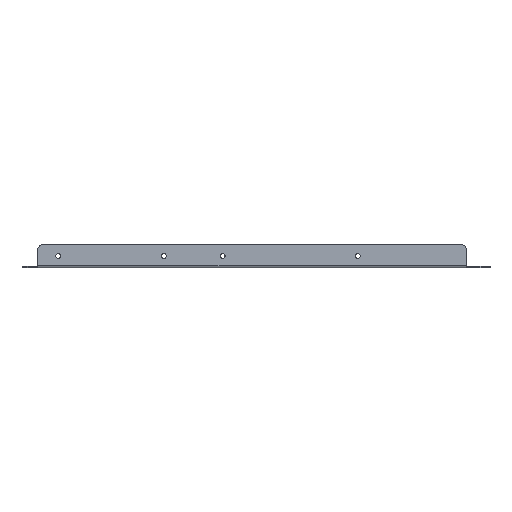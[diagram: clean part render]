
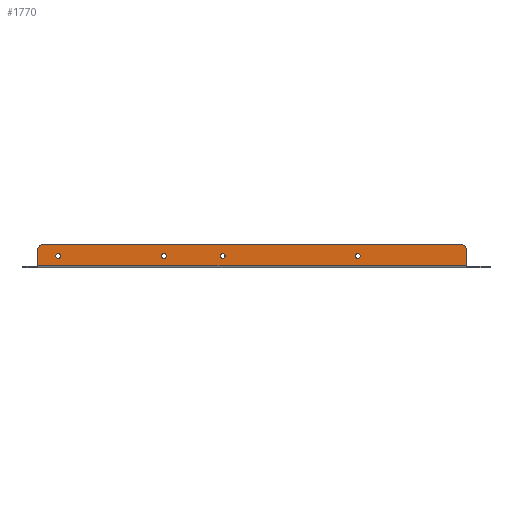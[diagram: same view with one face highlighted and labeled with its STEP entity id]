
A CAD part, left-side view. The second image highlights one B-rep face of the part: STEP entity #1770.
In plain terms, the highlighted planar face has unit normal (-1, 0, 0).
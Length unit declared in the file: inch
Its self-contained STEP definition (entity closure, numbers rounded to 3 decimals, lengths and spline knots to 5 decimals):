
#9 = CARTESIAN_POINT ( 'NONE',  ( -0.57514, -5.59597, 0.5405 ) ) ;
#13 = CARTESIAN_POINT ( 'NONE',  ( -0.57514, 0., 0. ) ) ;
#26 = VERTEX_POINT ( 'NONE', #136 ) ;
#43 = DIRECTION ( 'NONE',  ( 1., 0., 0. ) ) ;
#55 = EDGE_CURVE ( 'NONE', #331, #991, #269, .T. ) ;
#56 = DIRECTION ( 'NONE',  ( 1., 0., 0. ) ) ;
#83 = CIRCLE ( 'NONE', #920, 0.1005 ) ;
#91 = ORIENTED_EDGE ( 'NONE', *, *, #1603, .T. ) ;
#93 = EDGE_CURVE ( 'NONE', #1182, #1715, #704, .T. ) ;
#108 = VERTEX_POINT ( 'NONE', #1221 ) ;
#115 = ORIENTED_EDGE ( 'NONE', *, *, #239, .T. ) ;
#135 = VERTEX_POINT ( 'NONE', #185 ) ;
#136 = CARTESIAN_POINT ( 'NONE',  ( -0.57514, -8.09597, 0.5405 ) ) ;
#155 = VERTEX_POINT ( 'NONE', #770 ) ;
#179 = CIRCLE ( 'NONE', #2300, 0.1005 ) ;
#185 = CARTESIAN_POINT ( 'NONE',  ( -0.57514, -1.09597, 0.5405 ) ) ;
#206 = DIRECTION ( 'NONE',  ( -1., 0., 0. ) ) ;
#225 = EDGE_CURVE ( 'NONE', #1844, #135, #1859, .T. ) ;
#239 = EDGE_CURVE ( 'NONE', #26, #2121, #83, .T. ) ;
#269 = CIRCLE ( 'NONE', #804, 0.1005 ) ;
#292 = EDGE_CURVE ( 'NONE', #135, #1844, #2241, .T. ) ;
#323 = CIRCLE ( 'NONE', #1626, 0.25 ) ;
#331 = VERTEX_POINT ( 'NONE', #1466 ) ;
#342 = ORIENTED_EDGE ( 'NONE', *, *, #55, .T. ) ;
#360 = VECTOR ( 'NONE', #2194, 39.37008 ) ;
#380 = ORIENTED_EDGE ( 'NONE', *, *, #642, .T. ) ;
#382 = DIRECTION ( 'NONE',  ( 0., 0., -1. ) ) ;
#386 = CIRCLE ( 'NONE', #454, 0.25 ) ;
#438 = LINE ( 'NONE', #2002, #360 ) ;
#441 = EDGE_CURVE ( 'NONE', #2287, #1310, #698, .T. ) ;
#454 = AXIS2_PLACEMENT_3D ( 'NONE', #526, #206, #926 ) ;
#465 = EDGE_CURVE ( 'NONE', #155, #1715, #860, .T. ) ;
#466 = DIRECTION ( 'NONE',  ( -1., 0., 0. ) ) ;
#477 = CARTESIAN_POINT ( 'NONE',  ( -0.57514, -0.22097, 0.029 ) ) ;
#523 = CARTESIAN_POINT ( 'NONE',  ( -0.57514, -8.09597, 0.3395 ) ) ;
#526 = CARTESIAN_POINT ( 'NONE',  ( -0.57514, -0.47097, 0.69 ) ) ;
#556 = FACE_BOUND ( 'NONE', #1318, .T. ) ;
#566 = ORIENTED_EDGE ( 'NONE', *, *, #93, .F. ) ;
#569 = CARTESIAN_POINT ( 'NONE',  ( -0.57514, -0.22097, 0.029 ) ) ;
#641 = CARTESIAN_POINT ( 'NONE',  ( -0.57514, -13.84597, 0.3395 ) ) ;
#642 = EDGE_CURVE ( 'NONE', #1310, #155, #386, .T. ) ;
#676 = DIRECTION ( 'NONE',  ( 0., 1., 0. ) ) ;
#696 = ORIENTED_EDGE ( 'NONE', *, *, #1470, .T. ) ;
#698 = LINE ( 'NONE', #2081, #1337 ) ;
#704 = LINE ( 'NONE', #477, #2128 ) ;
#719 = AXIS2_PLACEMENT_3D ( 'NONE', #1873, #1406, #1027 ) ;
#752 = DIRECTION ( 'NONE',  ( 1., 0., 0. ) ) ;
#758 = ORIENTED_EDGE ( 'NONE', *, *, #1284, .T. ) ;
#763 = EDGE_CURVE ( 'NONE', #2121, #26, #1904, .T. ) ;
#770 = CARTESIAN_POINT ( 'NONE',  ( -0.57514, -0.22097, 0.69 ) ) ;
#804 = AXIS2_PLACEMENT_3D ( 'NONE', #1010, #838, #1557 ) ;
#838 = DIRECTION ( 'NONE',  ( 1., 0., 0. ) ) ;
#841 = AXIS2_PLACEMENT_3D ( 'NONE', #911, #43, #1600 ) ;
#860 = LINE ( 'NONE', #1538, #1792 ) ;
#910 = FACE_OUTER_BOUND ( 'NONE', #1313, .T. ) ;
#911 = CARTESIAN_POINT ( 'NONE',  ( -0.57514, -1.09597, 0.44 ) ) ;
#920 = AXIS2_PLACEMENT_3D ( 'NONE', #994, #2032, #2218 ) ;
#926 = DIRECTION ( 'NONE',  ( 0., 0., -1. ) ) ;
#942 = VERTEX_POINT ( 'NONE', #1927 ) ;
#976 = EDGE_LOOP ( 'NONE', ( #2080, #342 ) ) ;
#991 = VERTEX_POINT ( 'NONE', #9 ) ;
#994 = CARTESIAN_POINT ( 'NONE',  ( -0.57514, -8.09597, 0.44 ) ) ;
#1010 = CARTESIAN_POINT ( 'NONE',  ( -0.57514, -5.59597, 0.44 ) ) ;
#1027 = DIRECTION ( 'NONE',  ( 0., 0., -1. ) ) ;
#1111 = ORIENTED_EDGE ( 'NONE', *, *, #225, .T. ) ;
#1118 = DIRECTION ( 'NONE',  ( 1., 0., 0. ) ) ;
#1149 = AXIS2_PLACEMENT_3D ( 'NONE', #13, #1228, #382 ) ;
#1153 = EDGE_LOOP ( 'NONE', ( #1314, #115 ) ) ;
#1154 = DIRECTION ( 'NONE',  ( 1., 0., 0. ) ) ;
#1182 = VERTEX_POINT ( 'NONE', #2049 ) ;
#1196 = EDGE_CURVE ( 'NONE', #1209, #108, #1255, .T. ) ;
#1209 = VERTEX_POINT ( 'NONE', #641 ) ;
#1220 = CIRCLE ( 'NONE', #719, 0.1005 ) ;
#1221 = CARTESIAN_POINT ( 'NONE',  ( -0.57514, -13.84597, 0.5405 ) ) ;
#1225 = ORIENTED_EDGE ( 'NONE', *, *, #292, .T. ) ;
#1228 = DIRECTION ( 'NONE',  ( 1., 0., 0. ) ) ;
#1255 = CIRCLE ( 'NONE', #1550, 0.1005 ) ;
#1284 = EDGE_CURVE ( 'NONE', #942, #2287, #323, .T. ) ;
#1309 = CARTESIAN_POINT ( 'NONE',  ( -0.57514, -1.09597, 0.3395 ) ) ;
#1310 = VERTEX_POINT ( 'NONE', #1681 ) ;
#1313 = EDGE_LOOP ( 'NONE', ( #696, #758, #1638, #380, #1920, #566 ) ) ;
#1314 = ORIENTED_EDGE ( 'NONE', *, *, #763, .T. ) ;
#1317 = DIRECTION ( 'NONE',  ( 0., 0., -1. ) ) ;
#1318 = EDGE_LOOP ( 'NONE', ( #1225, #1111 ) ) ;
#1323 = CARTESIAN_POINT ( 'NONE',  ( -0.57514, -1.09597, 0.44 ) ) ;
#1337 = VECTOR ( 'NONE', #1390, 39.37008 ) ;
#1351 = EDGE_CURVE ( 'NONE', #991, #331, #179, .T. ) ;
#1390 = DIRECTION ( 'NONE',  ( 0., 1., 0. ) ) ;
#1406 = DIRECTION ( 'NONE',  ( 1., 0., 0. ) ) ;
#1466 = CARTESIAN_POINT ( 'NONE',  ( -0.57514, -5.59597, 0.3395 ) ) ;
#1470 = EDGE_CURVE ( 'NONE', #1182, #942, #438, .T. ) ;
#1473 = DIRECTION ( 'NONE',  ( 0., 0., -1. ) ) ;
#1538 = CARTESIAN_POINT ( 'NONE',  ( -0.57514, -0.22097, 0. ) ) ;
#1550 = AXIS2_PLACEMENT_3D ( 'NONE', #2037, #1154, #1925 ) ;
#1557 = DIRECTION ( 'NONE',  ( 0., 0., -1. ) ) ;
#1593 = CARTESIAN_POINT ( 'NONE',  ( -0.57514, -5.59597, 0.44 ) ) ;
#1600 = DIRECTION ( 'NONE',  ( 0., 0., -1. ) ) ;
#1603 = EDGE_CURVE ( 'NONE', #108, #1209, #1220, .T. ) ;
#1626 = AXIS2_PLACEMENT_3D ( 'NONE', #1689, #466, #1317 ) ;
#1638 = ORIENTED_EDGE ( 'NONE', *, *, #441, .T. ) ;
#1681 = CARTESIAN_POINT ( 'NONE',  ( -0.57514, -0.47097, 0.94 ) ) ;
#1689 = CARTESIAN_POINT ( 'NONE',  ( -0.57514, -18.22097, 0.69 ) ) ;
#1715 = VERTEX_POINT ( 'NONE', #569 ) ;
#1770 = ADVANCED_FACE ( 'NONE', ( #2171, #1804, #556, #1971, #910 ), #1950, .F. ) ;
#1792 = VECTOR ( 'NONE', #1908, 39.37008 ) ;
#1804 = FACE_BOUND ( 'NONE', #2040, .T. ) ;
#1817 = DIRECTION ( 'NONE',  ( 0., 0., -1. ) ) ;
#1844 = VERTEX_POINT ( 'NONE', #1309 ) ;
#1859 = CIRCLE ( 'NONE', #841, 0.1005 ) ;
#1873 = CARTESIAN_POINT ( 'NONE',  ( -0.57514, -13.84597, 0.44 ) ) ;
#1904 = CIRCLE ( 'NONE', #1980, 0.1005 ) ;
#1908 = DIRECTION ( 'NONE',  ( 0., 0., -1. ) ) ;
#1920 = ORIENTED_EDGE ( 'NONE', *, *, #465, .T. ) ;
#1925 = DIRECTION ( 'NONE',  ( 0., 0., -1. ) ) ;
#1927 = CARTESIAN_POINT ( 'NONE',  ( -0.57514, -18.47097, 0.69 ) ) ;
#1950 = PLANE ( 'NONE',  #1149 ) ;
#1965 = DIRECTION ( 'NONE',  ( 0., 0., -1. ) ) ;
#1971 = FACE_BOUND ( 'NONE', #976, .T. ) ;
#1978 = AXIS2_PLACEMENT_3D ( 'NONE', #1323, #56, #1817 ) ;
#1980 = AXIS2_PLACEMENT_3D ( 'NONE', #2020, #1118, #1473 ) ;
#2002 = CARTESIAN_POINT ( 'NONE',  ( -0.57514, -18.47097, 0. ) ) ;
#2020 = CARTESIAN_POINT ( 'NONE',  ( -0.57514, -8.09597, 0.44 ) ) ;
#2032 = DIRECTION ( 'NONE',  ( 1., 0., 0. ) ) ;
#2037 = CARTESIAN_POINT ( 'NONE',  ( -0.57514, -13.84597, 0.44 ) ) ;
#2040 = EDGE_LOOP ( 'NONE', ( #2075, #91 ) ) ;
#2049 = CARTESIAN_POINT ( 'NONE',  ( -0.57514, -18.47097, 0.029 ) ) ;
#2075 = ORIENTED_EDGE ( 'NONE', *, *, #1196, .T. ) ;
#2080 = ORIENTED_EDGE ( 'NONE', *, *, #1351, .T. ) ;
#2081 = CARTESIAN_POINT ( 'NONE',  ( -0.57514, 0., 0.94 ) ) ;
#2121 = VERTEX_POINT ( 'NONE', #523 ) ;
#2128 = VECTOR ( 'NONE', #676, 39.37008 ) ;
#2171 = FACE_BOUND ( 'NONE', #1153, .T. ) ;
#2194 = DIRECTION ( 'NONE',  ( 0., 0., 1. ) ) ;
#2218 = DIRECTION ( 'NONE',  ( 0., 0., -1. ) ) ;
#2241 = CIRCLE ( 'NONE', #1978, 0.1005 ) ;
#2286 = CARTESIAN_POINT ( 'NONE',  ( -0.57514, -18.22097, 0.94 ) ) ;
#2287 = VERTEX_POINT ( 'NONE', #2286 ) ;
#2300 = AXIS2_PLACEMENT_3D ( 'NONE', #1593, #752, #1965 ) ;
